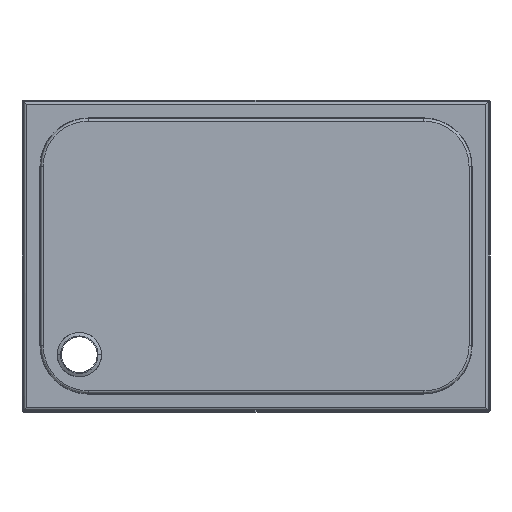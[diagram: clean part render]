
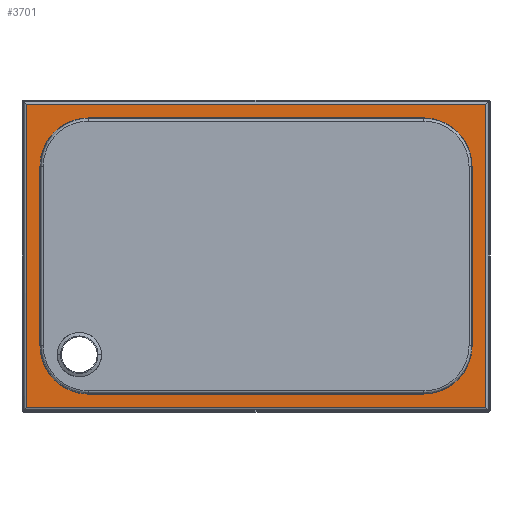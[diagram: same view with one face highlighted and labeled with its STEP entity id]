
A CAD part, front view. The second image highlights one B-rep face of the part: STEP entity #3701.
In plain terms, the highlighted planar face has unit normal (0, -1, 0).
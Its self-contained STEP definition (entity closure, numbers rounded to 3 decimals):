
#109 = ORIENTED_EDGE ( 'NONE', *, *, #2845, .F. ) ;
#134 = CARTESIAN_POINT ( 'NONE',  ( 554.074, 46., -302.638 ) ) ;
#153 = VECTOR ( 'NONE', #469, 1000. ) ;
#212 = VERTEX_POINT ( 'NONE', #3263 ) ;
#227 = ORIENTED_EDGE ( 'NONE', *, *, #3090, .F. ) ;
#315 = VECTOR ( 'NONE', #2053, 1000. ) ;
#377 = CARTESIAN_POINT ( 'NONE',  ( 589., 46., 389. ) ) ;
#381 =( BOUNDED_CURVE ( )  B_SPLINE_CURVE ( 3, ( #6191, #929, #464, #2378 ),
 .UNSPECIFIED., .F., .T. ) 
 B_SPLINE_CURVE_WITH_KNOTS ( ( 4, 4 ),
 ( 3.142, 4.712 ),
 .UNSPECIFIED. ) 
 CURVE ( )  GEOMETRIC_REPRESENTATION_ITEM ( )  RATIONAL_B_SPLINE_CURVE ( ( 1., 0.805, 0.805, 1. ) ) 
 REPRESENTATION_ITEM ( '' )  );
#404 = ORIENTED_EDGE ( 'NONE', *, *, #2488, .F. ) ;
#437 = EDGE_CURVE ( 'NONE', #4662, #4424, #3621, .T. ) ;
#439 = CARTESIAN_POINT ( 'NONE',  ( -589., 46., -389. ) ) ;
#464 = CARTESIAN_POINT ( 'NONE',  ( 502.703, 46., 354. ) ) ;
#469 = DIRECTION ( 'NONE',  ( 0., 0., -1. ) ) ;
#484 = FACE_BOUND ( 'NONE', #4458, .T. ) ;
#533 = ORIENTED_EDGE ( 'NONE', *, *, #3559, .F. ) ;
#534 = LINE ( 'NONE', #2074, #4716 ) ;
#582 = CARTESIAN_POINT ( 'NONE',  ( -429.907, 46., -354. ) ) ;
#634 = CARTESIAN_POINT ( 'NONE',  ( 554.074, 46., -230. ) ) ;
#667 = CARTESIAN_POINT ( 'NONE',  ( 430.053, 46., -354. ) ) ;
#749 = VERTEX_POINT ( 'NONE', #2467 ) ;
#795 = DIRECTION ( 'NONE',  ( -1., 0., 0. ) ) ;
#810 = EDGE_CURVE ( 'NONE', #3045, #5518, #1991, .T. ) ;
#820 = DIRECTION ( 'NONE',  ( 0., 0., 1. ) ) ;
#859 = ORIENTED_EDGE ( 'NONE', *, *, #810, .F. ) ;
#929 = CARTESIAN_POINT ( 'NONE',  ( 554.074, 46., 302.638 ) ) ;
#978 = PLANE ( 'NONE',  #2266 ) ;
#1028 = CARTESIAN_POINT ( 'NONE',  ( 589., 46., -389. ) ) ;
#1080 = LINE ( 'NONE', #5809, #315 ) ;
#1195 = CARTESIAN_POINT ( 'NONE',  ( -429.907, 46., 354. ) ) ;
#1239 = ORIENTED_EDGE ( 'NONE', *, *, #3848, .F. ) ;
#1292 = CARTESIAN_POINT ( 'NONE',  ( -553.928, 46., 302.638 ) ) ;
#1365 = DIRECTION ( 'NONE',  ( 0., 0., 1. ) ) ;
#1425 = CARTESIAN_POINT ( 'NONE',  ( 0., 46., 0. ) ) ;
#1445 = LINE ( 'NONE', #3842, #6042 ) ;
#1449 = FACE_OUTER_BOUND ( 'NONE', #1912, .T. ) ;
#1516 = CARTESIAN_POINT ( 'NONE',  ( 589., 46., 0. ) ) ;
#1631 = VECTOR ( 'NONE', #2039, 1000. ) ;
#1664 = CARTESIAN_POINT ( 'NONE',  ( -553.928, 46., 230. ) ) ;
#1680 = CARTESIAN_POINT ( 'NONE',  ( -589., 46., 389. ) ) ;
#1700 = ORIENTED_EDGE ( 'NONE', *, *, #5427, .F. ) ;
#1762 = VERTEX_POINT ( 'NONE', #439 ) ;
#1860 = CARTESIAN_POINT ( 'NONE',  ( 0., 46., 354. ) ) ;
#1912 = EDGE_LOOP ( 'NONE', ( #533, #109, #1700, #859 ) ) ;
#1991 = LINE ( 'NONE', #1516, #153 ) ;
#2039 = DIRECTION ( 'NONE',  ( 1., 0., 0. ) ) ;
#2053 = DIRECTION ( 'NONE',  ( 0., 0., 1. ) ) ;
#2057 = VERTEX_POINT ( 'NONE', #6113 ) ;
#2061 = EDGE_CURVE ( 'NONE', #2057, #2936, #2256, .T. ) ;
#2074 = CARTESIAN_POINT ( 'NONE',  ( -553.928, 46., 0. ) ) ;
#2149 = ORIENTED_EDGE ( 'NONE', *, *, #3334, .F. ) ;
#2256 =( BOUNDED_CURVE ( )  B_SPLINE_CURVE ( 3, ( #1195, #4637, #1292, #1664 ),
 .UNSPECIFIED., .F., .T. ) 
 B_SPLINE_CURVE_WITH_KNOTS ( ( 4, 4 ),
 ( 4.712, 6.283 ),
 .UNSPECIFIED. ) 
 CURVE ( )  GEOMETRIC_REPRESENTATION_ITEM ( )  RATIONAL_B_SPLINE_CURVE ( ( 1., 0.805, 0.805, 1. ) ) 
 REPRESENTATION_ITEM ( '' )  );
#2266 = AXIS2_PLACEMENT_3D ( 'NONE', #1425, #3759, #1365 ) ;
#2378 = CARTESIAN_POINT ( 'NONE',  ( 430.053, 46., 354. ) ) ;
#2467 = CARTESIAN_POINT ( 'NONE',  ( 554.074, 46., -230. ) ) ;
#2488 = EDGE_CURVE ( 'NONE', #749, #3743, #3581, .T. ) ;
#2555 = CARTESIAN_POINT ( 'NONE',  ( 502.703, 46., -354. ) ) ;
#2725 = CARTESIAN_POINT ( 'NONE',  ( -502.557, 46., -354. ) ) ;
#2773 = VECTOR ( 'NONE', #4546, 1000. ) ;
#2845 = EDGE_CURVE ( 'NONE', #1762, #2943, #1080, .T. ) ;
#2936 = VERTEX_POINT ( 'NONE', #5025 ) ;
#2943 = VERTEX_POINT ( 'NONE', #1680 ) ;
#3045 = VERTEX_POINT ( 'NONE', #377 ) ;
#3090 = EDGE_CURVE ( 'NONE', #212, #4662, #3752, .T. ) ;
#3235 = VERTEX_POINT ( 'NONE', #5185 ) ;
#3263 = CARTESIAN_POINT ( 'NONE',  ( -553.928, 46., -230. ) ) ;
#3331 = DIRECTION ( 'NONE',  ( -1., 0., 0. ) ) ;
#3334 = EDGE_CURVE ( 'NONE', #3743, #3235, #381, .T. ) ;
#3350 = ORIENTED_EDGE ( 'NONE', *, *, #2061, .F. ) ;
#3373 = EDGE_CURVE ( 'NONE', #4424, #749, #5479, .T. ) ;
#3559 = EDGE_CURVE ( 'NONE', #2943, #3045, #3626, .T. ) ;
#3581 = LINE ( 'NONE', #5513, #4306 ) ;
#3604 = CARTESIAN_POINT ( 'NONE',  ( -553.928, 46., -302.638 ) ) ;
#3621 = LINE ( 'NONE', #4571, #1631 ) ;
#3626 = LINE ( 'NONE', #5620, #2773 ) ;
#3701 = ADVANCED_FACE ( 'NONE', ( #484, #1449 ), #978, .F. ) ;
#3730 = VECTOR ( 'NONE', #795, 1000. ) ;
#3743 = VERTEX_POINT ( 'NONE', #5265 ) ;
#3752 =( BOUNDED_CURVE ( )  B_SPLINE_CURVE ( 3, ( #4555, #3604, #2725, #5537 ),
 .UNSPECIFIED., .F., .F. ) 
 B_SPLINE_CURVE_WITH_KNOTS ( ( 4, 4 ),
 ( 0., 1.571 ),
 .UNSPECIFIED. ) 
 CURVE ( )  GEOMETRIC_REPRESENTATION_ITEM ( )  RATIONAL_B_SPLINE_CURVE ( ( 1., 0.805, 0.805, 1. ) ) 
 REPRESENTATION_ITEM ( '' )  );
#3759 = DIRECTION ( 'NONE',  ( 0., 1., 0. ) ) ;
#3842 = CARTESIAN_POINT ( 'NONE',  ( 0., 46., -389. ) ) ;
#3848 = EDGE_CURVE ( 'NONE', #2936, #212, #534, .T. ) ;
#4151 = ORIENTED_EDGE ( 'NONE', *, *, #5346, .F. ) ;
#4152 = ORIENTED_EDGE ( 'NONE', *, *, #437, .F. ) ;
#4306 = VECTOR ( 'NONE', #820, 1000. ) ;
#4342 = DIRECTION ( 'NONE',  ( 0., 0., -1. ) ) ;
#4424 = VERTEX_POINT ( 'NONE', #5360 ) ;
#4458 = EDGE_LOOP ( 'NONE', ( #404, #5758, #4152, #227, #1239, #3350, #4151, #2149 ) ) ;
#4546 = DIRECTION ( 'NONE',  ( 1., 0., 0. ) ) ;
#4555 = CARTESIAN_POINT ( 'NONE',  ( -553.928, 46., -230. ) ) ;
#4571 = CARTESIAN_POINT ( 'NONE',  ( 0., 46., -354. ) ) ;
#4637 = CARTESIAN_POINT ( 'NONE',  ( -502.557, 46., 354. ) ) ;
#4662 = VERTEX_POINT ( 'NONE', #582 ) ;
#4708 = LINE ( 'NONE', #1860, #3730 ) ;
#4716 = VECTOR ( 'NONE', #4342, 1000. ) ;
#5025 = CARTESIAN_POINT ( 'NONE',  ( -553.928, 46., 230. ) ) ;
#5185 = CARTESIAN_POINT ( 'NONE',  ( 430.053, 46., 354. ) ) ;
#5265 = CARTESIAN_POINT ( 'NONE',  ( 554.074, 46., 230. ) ) ;
#5346 = EDGE_CURVE ( 'NONE', #3235, #2057, #4708, .T. ) ;
#5360 = CARTESIAN_POINT ( 'NONE',  ( 430.053, 46., -354. ) ) ;
#5427 = EDGE_CURVE ( 'NONE', #5518, #1762, #1445, .T. ) ;
#5479 =( BOUNDED_CURVE ( )  B_SPLINE_CURVE ( 3, ( #667, #2555, #134, #634 ),
 .UNSPECIFIED., .F., .T. ) 
 B_SPLINE_CURVE_WITH_KNOTS ( ( 4, 4 ),
 ( 1.571, 3.142 ),
 .UNSPECIFIED. ) 
 CURVE ( )  GEOMETRIC_REPRESENTATION_ITEM ( )  RATIONAL_B_SPLINE_CURVE ( ( 1., 0.805, 0.805, 1. ) ) 
 REPRESENTATION_ITEM ( '' )  );
#5513 = CARTESIAN_POINT ( 'NONE',  ( 554.074, 46., 0. ) ) ;
#5518 = VERTEX_POINT ( 'NONE', #1028 ) ;
#5537 = CARTESIAN_POINT ( 'NONE',  ( -429.907, 46., -354. ) ) ;
#5620 = CARTESIAN_POINT ( 'NONE',  ( 0., 46., 389. ) ) ;
#5758 = ORIENTED_EDGE ( 'NONE', *, *, #3373, .F. ) ;
#5809 = CARTESIAN_POINT ( 'NONE',  ( -589., 46., 0. ) ) ;
#6042 = VECTOR ( 'NONE', #3331, 1000. ) ;
#6113 = CARTESIAN_POINT ( 'NONE',  ( -429.907, 46., 354. ) ) ;
#6191 = CARTESIAN_POINT ( 'NONE',  ( 554.074, 46., 230. ) ) ;
